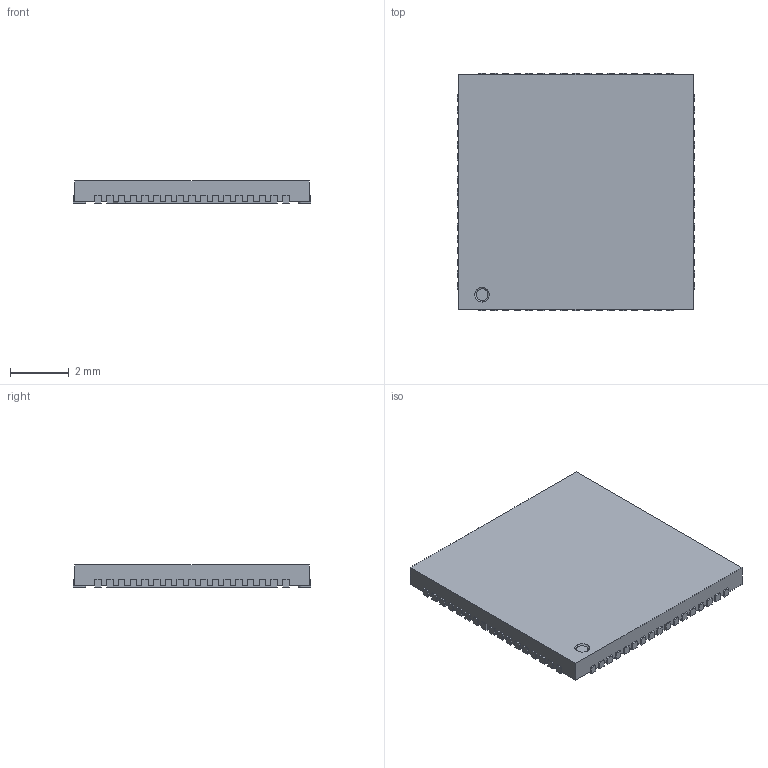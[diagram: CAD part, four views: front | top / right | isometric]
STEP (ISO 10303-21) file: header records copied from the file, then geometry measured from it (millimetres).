
FILE_DESCRIPTION (( 'STEP AP214' ), '1' );
FILE_NAME ( 'WCH_QFN69P40_800X800X75L42X22T550N.STEP', '2022-06-24T18:39:43', ( '' ), ( '' ), '', '©2017 PCB Libraries, Inc.', '' );
FILE_SCHEMA (( 'AUTOMOTIVE_DESIGN' ));
Length unit declared in the file: millimetre
Products named in the file (1): WCH_QFN69P40_800X800X75L42X22T550N
Bounding box: 8.1 x 8.1 x 0.75 mm (x, y, z)
Volume: 46.8 mm3; surface area: 235.6 mm2
Topology: 70 solids, 70 shells, 631 faces, 1470 edges, 980 vertices
Faces by surface type: plane 490, cylinder 139, torus 2
Entity records: 20359 total; most frequent: CARTESIAN_POINT 3082, DIRECTION 3018, ORIENTED_EDGE 2940, EDGE_CURVE 1470, VECTOR 1186, LINE 1186, VERTEX_POINT 980, AXIS2_PLACEMENT_3D 916
